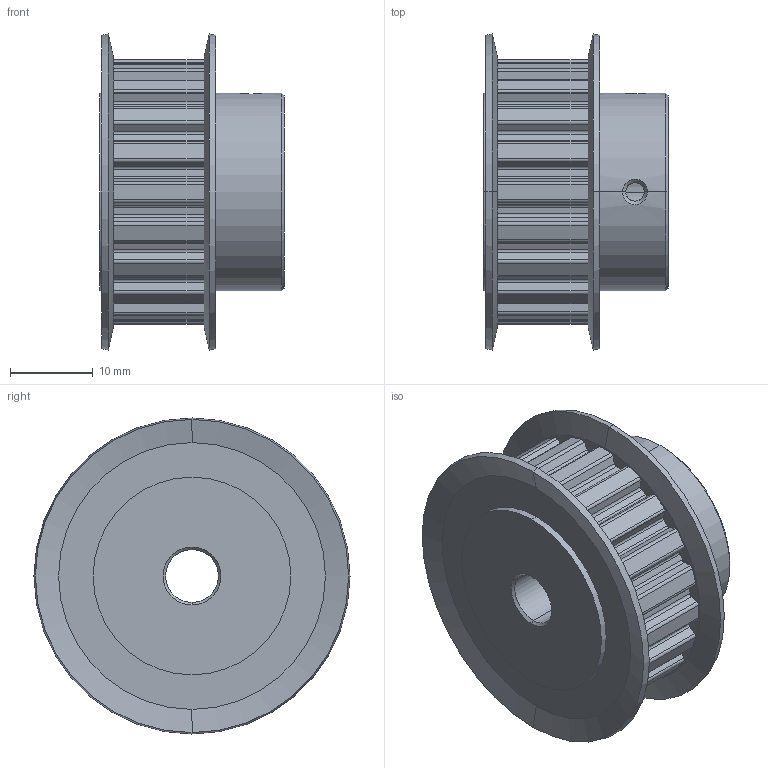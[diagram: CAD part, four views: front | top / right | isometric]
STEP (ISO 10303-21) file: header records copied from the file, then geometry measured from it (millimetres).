
FILE_DESCRIPTION (( 'STEP AP214' ), '1' );
FILE_NAME ('APB20XL037BF-250.step', '2015-04-08T20:59:45', ( '' ), ( '' ), 'SwSTEP 2.0', 'SolidWorks 2014', '' );
FILE_SCHEMA (( 'AUTOMOTIVE_DESIGN' ));
Length unit declared in the file: millimetre
Products named in the file (1): APB20XL037BF-250
Bounding box: 22.23 x 38.1 x 38.1 mm (x, y, z)
Volume: 13510.9 mm3; surface area: 5868.1 mm2
Topology: 1 solids, 1 shells, 214 faces, 611 edges, 401 vertices
Faces by surface type: cylinder 126, plane 66, cone 18, bspline 4
Entity records: 9210 total; most frequent: CARTESIAN_POINT 3372, DIRECTION 1280, ORIENTED_EDGE 1222, EDGE_CURVE 611, AXIS2_PLACEMENT_3D 477, VERTEX_POINT 401, LINE 326, VECTOR 326
